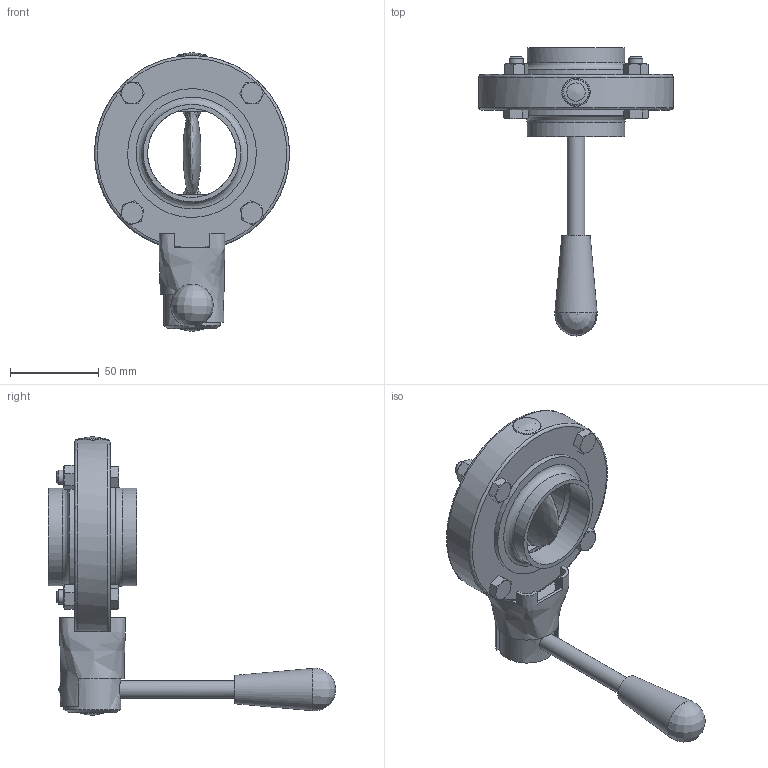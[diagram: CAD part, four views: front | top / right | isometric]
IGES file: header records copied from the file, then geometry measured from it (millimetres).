
Global section: file name: 31020050000; native system: Autodesk Inventor 2015; preprocessor: unknown; author: Struska Martin; date: 20160330.103555; units: millimetre
Bounding box: 110 x 162.4 x 157.24 mm (x, y, z)
Volume: 255099.2 mm3; surface area: 83074 mm2
Topology: 3 solids, 13 shells, 356 faces, 969 edges, 643 vertices
Faces by surface type: bspline 356
